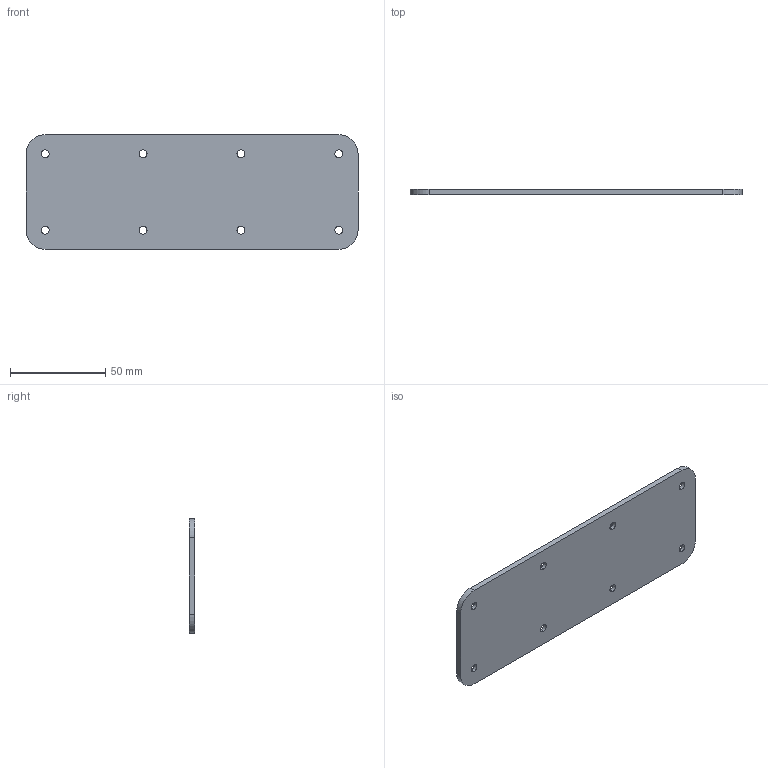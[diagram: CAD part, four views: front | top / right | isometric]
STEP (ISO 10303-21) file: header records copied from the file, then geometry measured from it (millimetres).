
FILE_DESCRIPTION (( 'STEP AP214' ), '1' );
FILE_NAME ('Main_Body_Center_Support_Plate.STEP', '2022-07-10T10:03:49', ( '' ), ( '' ), 'SwSTEP 2.0', 'SolidWorks 2021', '' );
FILE_SCHEMA (( 'AUTOMOTIVE_DESIGN' ));
Length unit declared in the file: millimetre
Products named in the file (1): Main_Body_Center_Support_Plate
Bounding box: 174 x 3 x 60 mm (x, y, z)
Volume: 28946.2 mm3; surface area: 22943.5 mm2
Topology: 1 solids, 1 shells, 212 faces, 561 edges, 374 vertices
Faces by surface type: plane 132, bspline 60, cylinder 20
Entity records: 9671 total; most frequent: CARTESIAN_POINT 4708, ORIENTED_EDGE 1122, DIRECTION 787, EDGE_CURVE 561, VECTOR 401, LINE 401, VERTEX_POINT 374, EDGE_LOOP 251
